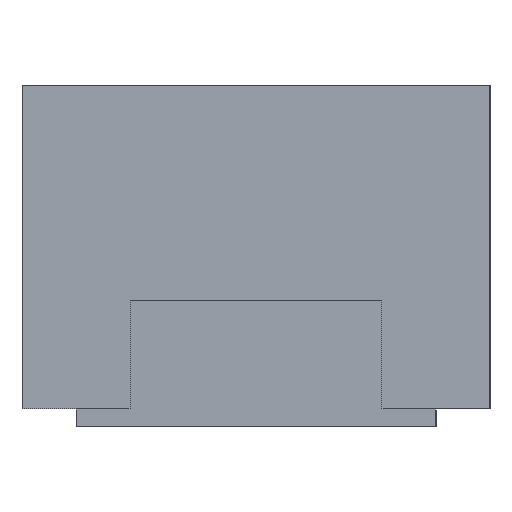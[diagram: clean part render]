
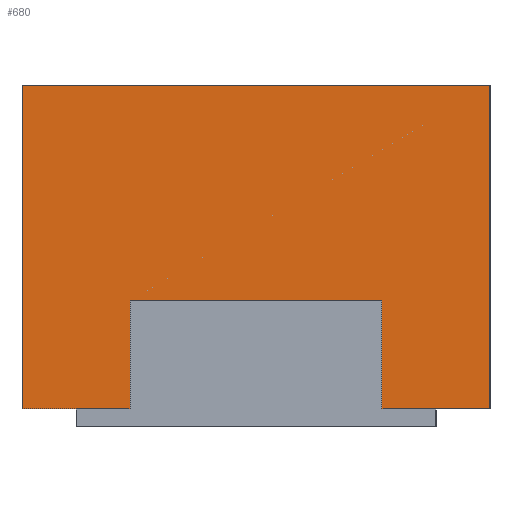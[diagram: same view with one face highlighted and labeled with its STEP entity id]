
A CAD part, left-side view. The second image highlights one B-rep face of the part: STEP entity #680.
In plain terms, the highlighted planar face has unit normal (-1, 0, 0).
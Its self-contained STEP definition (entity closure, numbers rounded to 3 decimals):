
#62=FACE_OUTER_BOUND('',#101,.T.);
#101=EDGE_LOOP('',(#590,#591,#592,#593,#594,#595,#596,#597));
#172=LINE('',#1063,#258);
#176=LINE('',#1072,#262);
#180=LINE('',#1079,#266);
#184=LINE('',#1086,#270);
#185=LINE('',#1088,#271);
#187=LINE('',#1092,#273);
#190=LINE('',#1097,#276);
#191=LINE('',#1099,#277);
#258=VECTOR('',#872,10.);
#262=VECTOR('',#878,10.);
#266=VECTOR('',#884,10.);
#270=VECTOR('',#892,10.);
#271=VECTOR('',#893,10.);
#273=VECTOR('',#897,10.);
#276=VECTOR('',#902,10.);
#277=VECTOR('',#905,10.);
#325=VERTEX_POINT('',#1061);
#326=VERTEX_POINT('',#1062);
#329=VERTEX_POINT('',#1070);
#330=VERTEX_POINT('',#1071);
#333=VERTEX_POINT('',#1084);
#334=VERTEX_POINT('',#1087);
#335=VERTEX_POINT('',#1091);
#336=VERTEX_POINT('',#1095);
#406=EDGE_CURVE('',#325,#326,#172,.T.);
#410=EDGE_CURVE('',#329,#330,#176,.T.);
#414=EDGE_CURVE('',#326,#329,#180,.T.);
#418=EDGE_CURVE('',#330,#333,#184,.T.);
#419=EDGE_CURVE('',#334,#325,#185,.T.);
#421=EDGE_CURVE('',#334,#335,#187,.T.);
#424=EDGE_CURVE('',#333,#336,#190,.T.);
#425=EDGE_CURVE('',#335,#336,#191,.T.);
#590=ORIENTED_EDGE('',*,*,#410,.T.);
#591=ORIENTED_EDGE('',*,*,#418,.T.);
#592=ORIENTED_EDGE('',*,*,#424,.T.);
#593=ORIENTED_EDGE('',*,*,#425,.F.);
#594=ORIENTED_EDGE('',*,*,#421,.F.);
#595=ORIENTED_EDGE('',*,*,#419,.T.);
#596=ORIENTED_EDGE('',*,*,#406,.T.);
#597=ORIENTED_EDGE('',*,*,#414,.T.);
#642=PLANE('',#738);
#680=ADVANCED_FACE('',(#62),#642,.T.);
#738=AXIS2_PLACEMENT_3D('',#1098,#903,#904);
#872=DIRECTION('',(0.,0.,1.));
#878=DIRECTION('',(0.,0.,-1.));
#884=DIRECTION('',(0.,-1.,0.));
#892=DIRECTION('',(0.,-1.,0.));
#893=DIRECTION('',(0.,-1.,0.));
#897=DIRECTION('',(0.,0.,1.));
#902=DIRECTION('',(0.,0.,1.));
#903=DIRECTION('center_axis',(-1.,0.,0.));
#904=DIRECTION('ref_axis',(0.,-1.,0.));
#905=DIRECTION('',(0.,-1.,0.));
#1061=CARTESIAN_POINT('',(0.,1.,0.05));
#1062=CARTESIAN_POINT('',(0.,1.,0.35));
#1063=CARTESIAN_POINT('',(0.,1.,0.05));
#1070=CARTESIAN_POINT('',(0.,0.3,0.35));
#1071=CARTESIAN_POINT('',(0.,0.3,0.05));
#1072=CARTESIAN_POINT('',(0.,0.3,0.2));
#1079=CARTESIAN_POINT('',(0.,1.15,0.35));
#1084=CARTESIAN_POINT('',(0.,0.,0.05));
#1086=CARTESIAN_POINT('',(0.,1.3,0.05));
#1087=CARTESIAN_POINT('',(0.,1.3,0.05));
#1088=CARTESIAN_POINT('',(0.,1.3,0.05));
#1091=CARTESIAN_POINT('',(0.,1.3,0.95));
#1092=CARTESIAN_POINT('',(0.,1.3,0.05));
#1095=CARTESIAN_POINT('',(0.,0.,0.95));
#1097=CARTESIAN_POINT('',(0.,0.,0.05));
#1098=CARTESIAN_POINT('Origin',(0.,1.3,0.05));
#1099=CARTESIAN_POINT('',(0.,1.3,0.95));
